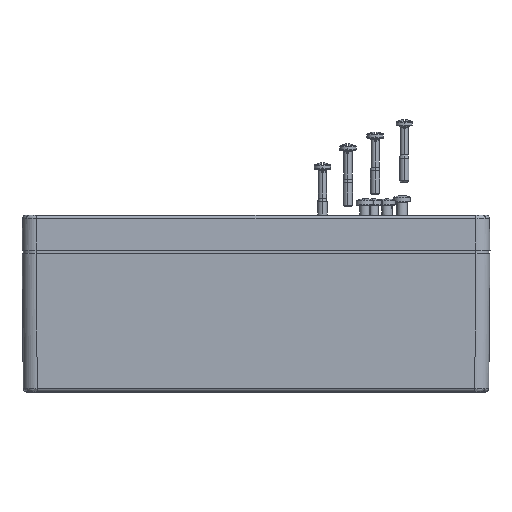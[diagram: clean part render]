
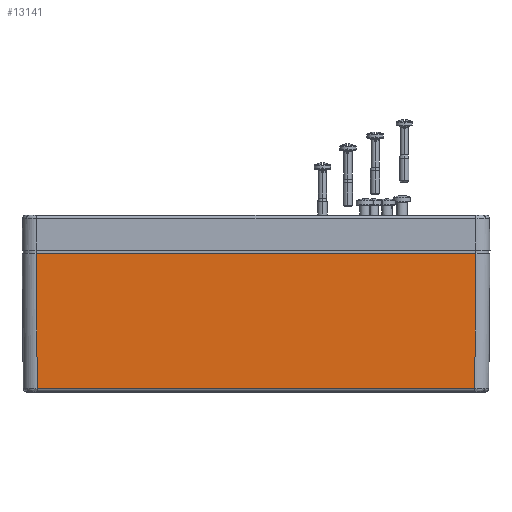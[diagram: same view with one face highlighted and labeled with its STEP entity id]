
A CAD part, top view. The second image highlights one B-rep face of the part: STEP entity #13141.
In plain terms, the highlighted planar face has unit normal (0, -0.009, 1).
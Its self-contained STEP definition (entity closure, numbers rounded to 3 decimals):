
#71 = CARTESIAN_POINT ( 'NONE',  ( -93.472, -60.513, 59.472 ) ) ;
#929 = CARTESIAN_POINT ( 'NONE',  ( -93.974, -3., 59.974 ) ) ;
#1727 = CARTESIAN_POINT ( 'NONE',  ( 93.974, -3., 59.974 ) ) ;
#2828 = CARTESIAN_POINT ( 'NONE',  ( -100., -3., 59.974 ) ) ;
#2829 = LINE ( 'NONE', #2828, #2834 ) ;
#2833 = DIRECTION ( 'NONE',  ( -1., 0., 0. ) ) ;
#2834 = VECTOR ( 'NONE', #2833, 1000. ) ;
#12425 = VERTEX_POINT ( 'NONE', #25304 ) ;
#12720 = EDGE_CURVE ( 'NONE', #19245, #12425, #26192, .T. ) ;
#13112 = ORIENTED_EDGE ( 'NONE', *, *, #22054, .T. ) ;
#13113 = EDGE_CURVE ( 'NONE', #12425, #19871, #28928, .T. ) ;
#13128 = ORIENTED_EDGE ( 'NONE', *, *, #13113, .T. ) ;
#13141 = ADVANCED_FACE ( 'NONE', ( #29017 ), #29012, .T. ) ;
#13152 = EDGE_LOOP ( 'NONE', ( #13128, #13112, #13306, #13300 ) ) ;
#13300 = ORIENTED_EDGE ( 'NONE', *, *, #12720, .T. ) ;
#13301 = EDGE_CURVE ( 'NONE', #19571, #19245, #29349, .T. ) ;
#13306 = ORIENTED_EDGE ( 'NONE', *, *, #13301, .T. ) ;
#19245 = VERTEX_POINT ( 'NONE', #71 ) ;
#19571 = VERTEX_POINT ( 'NONE', #929 ) ;
#19871 = VERTEX_POINT ( 'NONE', #1727 ) ;
#22054 = EDGE_CURVE ( 'NONE', #19871, #19571, #2829, .T. ) ;
#25304 = CARTESIAN_POINT ( 'NONE',  ( 93.472, -60.513, 59.472 ) ) ;
#26189 = DIRECTION ( 'NONE',  ( 1., 0., 0. ) ) ;
#26190 = VECTOR ( 'NONE', #26189, 1000. ) ;
#26191 = CARTESIAN_POINT ( 'NONE',  ( -100., -60.513, 59.472 ) ) ;
#26192 = LINE ( 'NONE', #26191, #26190 ) ;
#28925 = DIRECTION ( 'NONE',  ( 0.009, 1., 0.009 ) ) ;
#28926 = VECTOR ( 'NONE', #28925, 1000. ) ;
#28927 = CARTESIAN_POINT ( 'NONE',  ( 93.985, -1.693, 59.985 ) ) ;
#28928 = LINE ( 'NONE', #28927, #28926 ) ;
#29007 = DIRECTION ( 'NONE',  ( 0., -1., -0.009 ) ) ;
#29008 = DIRECTION ( 'NONE',  ( 0., -0.009, 1. ) ) ;
#29009 = AXIS2_PLACEMENT_3D ( 'NONE', #29011, #29008, #29007 ) ;
#29011 = CARTESIAN_POINT ( 'NONE',  ( -100., 0., 60. ) ) ;
#29012 = PLANE ( 'NONE',  #29009 ) ;
#29017 = FACE_OUTER_BOUND ( 'NONE', #13152, .T. ) ;
#29346 = DIRECTION ( 'NONE',  ( 0.009, -1., -0.009 ) ) ;
#29347 = VECTOR ( 'NONE', #29346, 1000. ) ;
#29348 = CARTESIAN_POINT ( 'NONE',  ( -94.001, 0.052, 60. ) ) ;
#29349 = LINE ( 'NONE', #29348, #29347 ) ;
